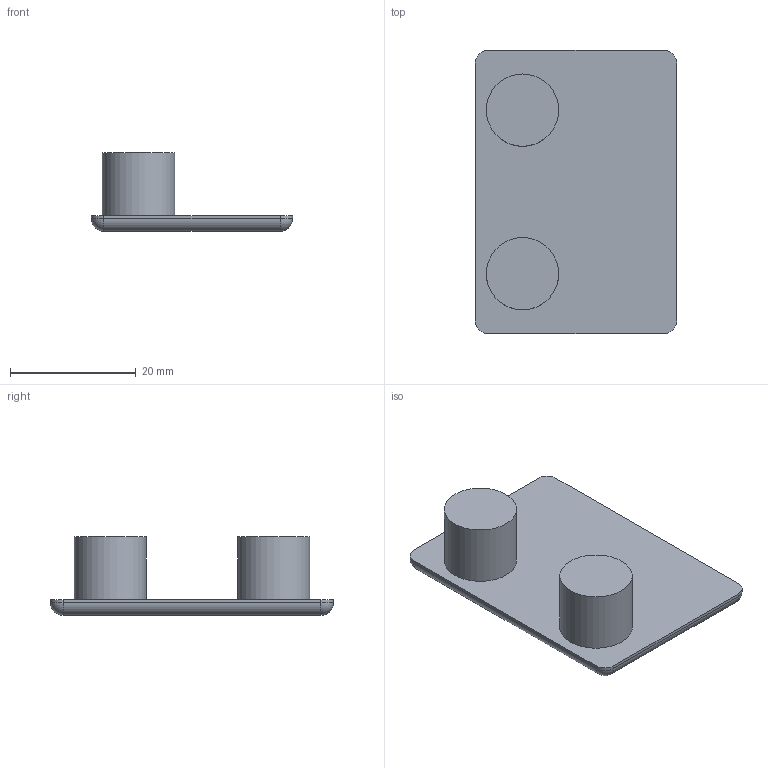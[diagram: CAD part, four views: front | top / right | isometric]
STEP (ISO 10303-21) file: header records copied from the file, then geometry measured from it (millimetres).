
FILE_DESCRIPTION(('STEP AP203'),'1');
FILE_NAME('BASE08N1052.stp','2023-10-23T09:27:45',(' '),(' '),'Spatial InterOp 3D',' ',' ');
FILE_SCHEMA(('CONFIG_CONTROL_DESIGN'));
Length unit declared in the file: millimetre
Products named in the file (1): Embout 8 45x32 noir
Bounding box: 32 x 45 x 12.5 mm (x, y, z)
Volume: 5542 mm3; surface area: 3841.1 mm2
Topology: 1 solids, 1 shells, 22 faces, 46 edges, 24 vertices
Faces by surface type: cylinder 10, plane 8, sphere 4
Full cylindrical faces by diameter (mm): 11.5 x2
Entity records: 710 total; most frequent: DIRECTION 106, CARTESIAN_POINT 87, ORIENTED_EDGE 80, AXIS2_PLACEMENT_3D 43, EDGE_CURVE 40, EDGE_LOOP 26, FACE_OUTER_BOUND 24, VERTEX_POINT 24
